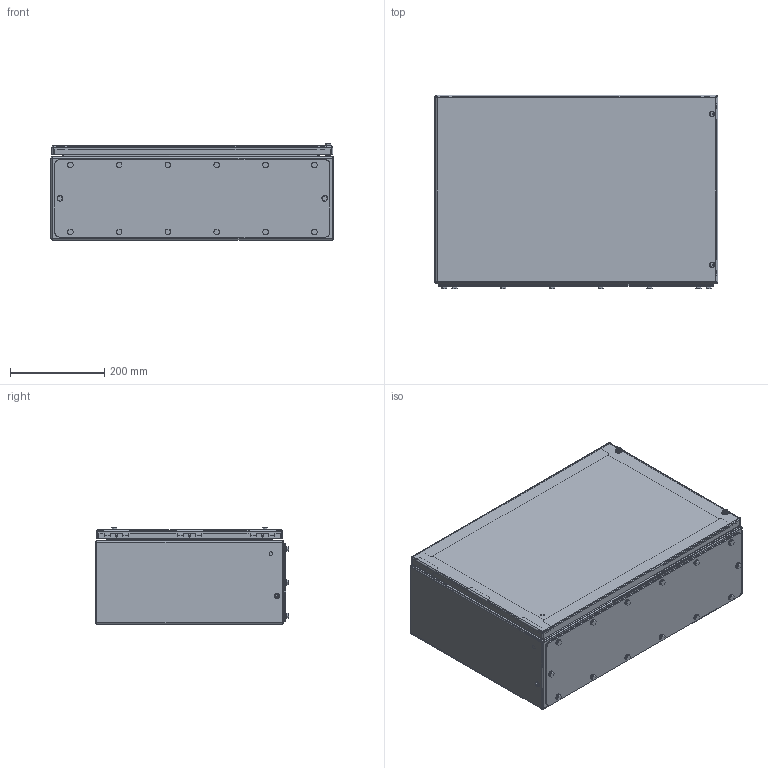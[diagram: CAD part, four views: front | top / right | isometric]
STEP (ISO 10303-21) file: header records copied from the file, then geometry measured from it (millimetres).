
FILE_DESCRIPTION(('CATIA V5R22 STEP214','CAx-IF Rec.Pracs.--- Model Styling and Organization---1.4--- 2014-01-23'),'2;1');
FILE_NAME ('1320867-12_2_8000071022_LD_8000071022_KEBX_HS_406020_S4B1_AK.stp','2022-02-04T09:16:07+00:00',('none'),('Weidmueller'),'CATIA Version 5-6 Release 2016 SP3 HF44','CATIA V5 STEP AP214','none');
FILE_SCHEMA(('AUTOMOTIVE_DESIGN { 1 0 10303 214 1 1 1 1 }'));
Products named in the file (1): HS KEBX 400X600X200 1GP
Bounding box: 601.5 x 410.25 x 207.08 mm (x, y, z)
Volume: 2016942.7 mm3; surface area: 2190974.7 mm2
Topology: 83 solids, 83 shells, 1781 faces, 4258 edges, 2738 vertices
Faces by surface type: plane 1046, cylinder 639, cone 32, sphere 24, torus 24, bspline 16
Entity records: 57458 total; most frequent: CARTESIAN_POINT 17489, ORIENTED_EDGE 8468, DIRECTION 7091, EDGE_CURVE 4234, VERTEX_POINT 2738, VECTOR 2686, LINE 2686, AXIS2_PLACEMENT_3D 2641
